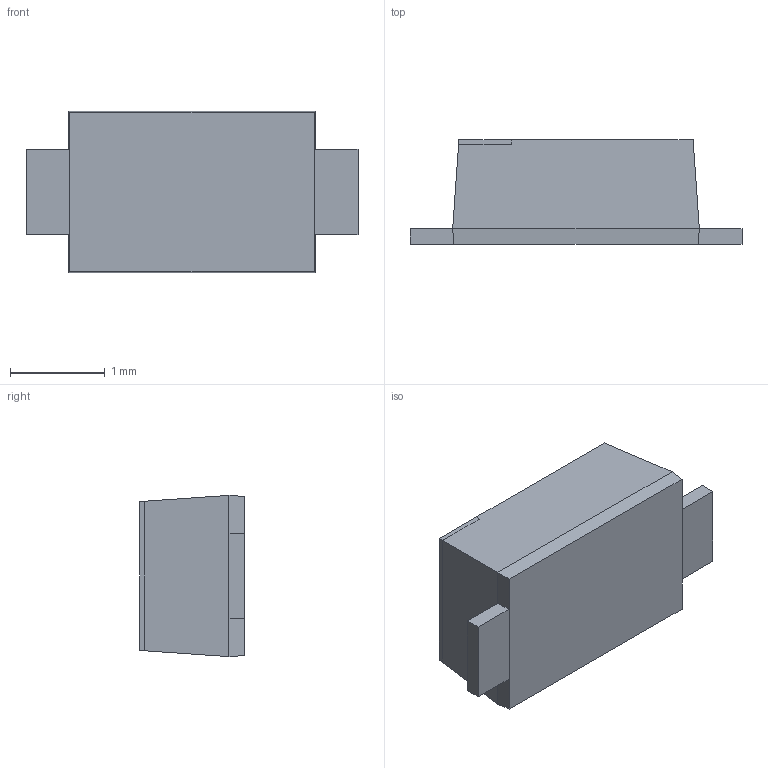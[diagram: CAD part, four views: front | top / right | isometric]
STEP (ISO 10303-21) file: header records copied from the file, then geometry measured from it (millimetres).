
FILE_DESCRIPTION (( 'STEP AP214' ), '1' );
FILE_NAME ('SOD-123F.STEP', '2020-09-25T13:53:43', ( '' ), ( '' ), 'SwSTEP 2.0', 'SolidWorks 2017', '' );
FILE_SCHEMA (( 'AUTOMOTIVE_DESIGN' ));
Length unit declared in the file: millimetre
Products named in the file (1): SOD123W
Bounding box: 3.5 x 1.1 x 1.7 mm (x, y, z)
Volume: 4.7 mm3; surface area: 22.1 mm2
Topology: 4 solids, 4 shells, 33 faces, 67 edges, 42 vertices
Faces by surface type: plane 33
Entity records: 1129 total; most frequent: CARTESIAN_POINT 143, DIRECTION 135, ORIENTED_EDGE 134, VECTOR 67, EDGE_CURVE 67, LINE 67, VERTEX_POINT 42, AXIS2_PLACEMENT_3D 34
